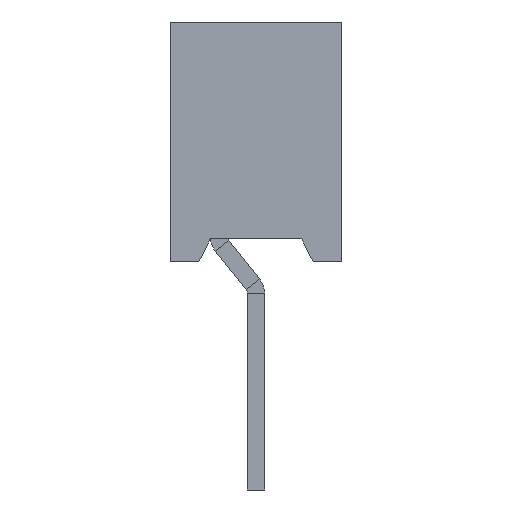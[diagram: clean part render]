
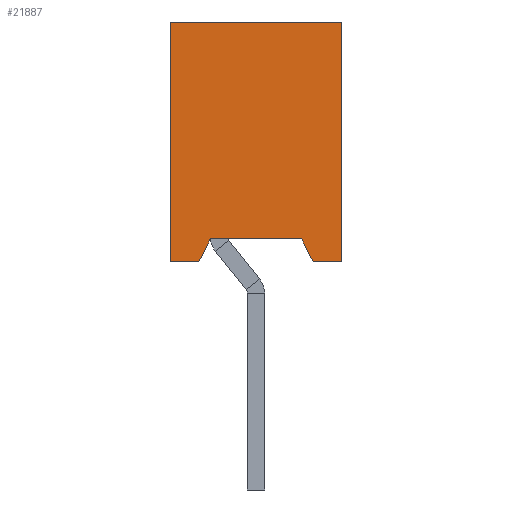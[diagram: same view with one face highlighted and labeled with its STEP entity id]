
A CAD part, left-side view. The second image highlights one B-rep face of the part: STEP entity #21887.
In plain terms, the highlighted planar face has unit normal (-1, 0, 0).
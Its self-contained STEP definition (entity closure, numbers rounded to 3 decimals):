
#1501 = DIRECTION ( 'NONE',  ( 0., -1., 0. ) ) ;
#1856 = CARTESIAN_POINT ( 'NONE',  ( -10.25, -0.75, 0. ) ) ;
#2252 = CARTESIAN_POINT ( 'NONE',  ( -10.25, 0.75, 0. ) ) ;
#2344 = CARTESIAN_POINT ( 'NONE',  ( -10.25, -0.75, 0. ) ) ;
#2802 = LINE ( 'NONE', #15913, #32787 ) ;
#3331 = DIRECTION ( 'NONE',  ( 1., 0., 0. ) ) ;
#3561 = EDGE_CURVE ( 'NONE', #12566, #15749, #40536, .T. ) ;
#4820 = EDGE_CURVE ( 'NONE', #31975, #21195, #37486, .T. ) ;
#6326 = ORIENTED_EDGE ( 'NONE', *, *, #15450, .F. ) ;
#6424 = EDGE_CURVE ( 'NONE', #44966, #58717, #2802, .T. ) ;
#7181 = CARTESIAN_POINT ( 'NONE',  ( -10.25, -0.75, 2.1 ) ) ;
#8715 = VECTOR ( 'NONE', #10078, 1000. ) ;
#9460 = CARTESIAN_POINT ( 'NONE',  ( -10.25, 0.5, 0. ) ) ;
#10078 = DIRECTION ( 'NONE',  ( 0., 0., -1. ) ) ;
#12425 = CARTESIAN_POINT ( 'NONE',  ( -10.25, -0.75, 2.1 ) ) ;
#12566 = VERTEX_POINT ( 'NONE', #34047 ) ;
#13946 = LINE ( 'NONE', #32519, #51625 ) ;
#14152 = DIRECTION ( 'NONE',  ( 0., -1., 0. ) ) ;
#15450 = EDGE_CURVE ( 'NONE', #12566, #31975, #43206, .T. ) ;
#15749 = VERTEX_POINT ( 'NONE', #2252 ) ;
#15913 = CARTESIAN_POINT ( 'NONE',  ( -10.25, -0.4, 0.2 ) ) ;
#17397 = ORIENTED_EDGE ( 'NONE', *, *, #53311, .T. ) ;
#20165 = ORIENTED_EDGE ( 'NONE', *, *, #30437, .T. ) ;
#21195 = VERTEX_POINT ( 'NONE', #2344 ) ;
#21349 = DIRECTION ( 'NONE',  ( 0., 0., -1. ) ) ;
#21887 = ADVANCED_FACE ( 'NONE', ( #44416 ), #35592, .F. ) ;
#22977 = CARTESIAN_POINT ( 'NONE',  ( -10.25, -0.5, 0. ) ) ;
#23323 = AXIS2_PLACEMENT_3D ( 'NONE', #12425, #3331, #49898 ) ;
#27260 = EDGE_CURVE ( 'NONE', #56227, #29120, #13946, .T. ) ;
#27266 = CARTESIAN_POINT ( 'NONE',  ( -10.25, -0.75, 0. ) ) ;
#28831 = VECTOR ( 'NONE', #14152, 1000. ) ;
#29120 = VERTEX_POINT ( 'NONE', #9460 ) ;
#29480 = VECTOR ( 'NONE', #21349, 1000. ) ;
#30437 = EDGE_CURVE ( 'NONE', #15749, #29120, #39585, .T. ) ;
#30494 = ORIENTED_EDGE ( 'NONE', *, *, #27260, .F. ) ;
#31975 = VERTEX_POINT ( 'NONE', #34658 ) ;
#32519 = CARTESIAN_POINT ( 'NONE',  ( -10.25, 0.5, 0. ) ) ;
#32787 = VECTOR ( 'NONE', #40245, 1000. ) ;
#32869 = EDGE_LOOP ( 'NONE', ( #20165, #30494, #42049, #33912, #17397, #55957, #6326, #44425 ) ) ;
#33912 = ORIENTED_EDGE ( 'NONE', *, *, #6424, .F. ) ;
#34047 = CARTESIAN_POINT ( 'NONE',  ( -10.25, 0.75, 2.1 ) ) ;
#34658 = CARTESIAN_POINT ( 'NONE',  ( -10.25, -0.75, 2.1 ) ) ;
#35592 = PLANE ( 'NONE',  #23323 ) ;
#37486 = LINE ( 'NONE', #51795, #8715 ) ;
#38554 = CARTESIAN_POINT ( 'NONE',  ( -10.25, -0.4, 0.2 ) ) ;
#39585 = LINE ( 'NONE', #1856, #45971 ) ;
#40245 = DIRECTION ( 'NONE',  ( 0., 0.447, 0.894 ) ) ;
#40536 = LINE ( 'NONE', #58517, #29480 ) ;
#41562 = LINE ( 'NONE', #27266, #28831 ) ;
#42049 = ORIENTED_EDGE ( 'NONE', *, *, #48258, .F. ) ;
#43206 = LINE ( 'NONE', #7181, #56136 ) ;
#44164 = DIRECTION ( 'NONE',  ( 0., -1., 0. ) ) ;
#44341 = DIRECTION ( 'NONE',  ( 0., 1., 0. ) ) ;
#44416 = FACE_OUTER_BOUND ( 'NONE', #32869, .T. ) ;
#44425 = ORIENTED_EDGE ( 'NONE', *, *, #3561, .T. ) ;
#44956 = CARTESIAN_POINT ( 'NONE',  ( -10.25, 0.4, 0.2 ) ) ;
#44966 = VERTEX_POINT ( 'NONE', #22977 ) ;
#45971 = VECTOR ( 'NONE', #44164, 1000. ) ;
#48258 = EDGE_CURVE ( 'NONE', #58717, #56227, #58936, .T. ) ;
#48375 = CARTESIAN_POINT ( 'NONE',  ( -10.25, 0.4, 0.2 ) ) ;
#49898 = DIRECTION ( 'NONE',  ( 0., 0., -1. ) ) ;
#51093 = DIRECTION ( 'NONE',  ( 0., 0.447, -0.894 ) ) ;
#51625 = VECTOR ( 'NONE', #51093, 1000. ) ;
#51795 = CARTESIAN_POINT ( 'NONE',  ( -10.25, -0.75, 2.1 ) ) ;
#52772 = VECTOR ( 'NONE', #44341, 1000. ) ;
#53311 = EDGE_CURVE ( 'NONE', #44966, #21195, #41562, .T. ) ;
#55957 = ORIENTED_EDGE ( 'NONE', *, *, #4820, .F. ) ;
#56136 = VECTOR ( 'NONE', #1501, 1000. ) ;
#56227 = VERTEX_POINT ( 'NONE', #48375 ) ;
#58517 = CARTESIAN_POINT ( 'NONE',  ( -10.25, 0.75, 2.1 ) ) ;
#58717 = VERTEX_POINT ( 'NONE', #38554 ) ;
#58936 = LINE ( 'NONE', #44956, #52772 ) ;
